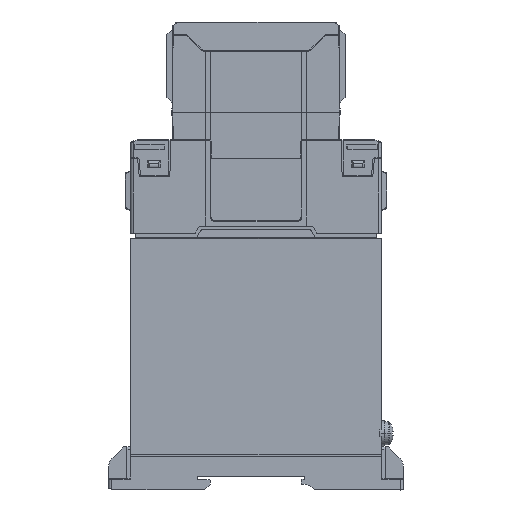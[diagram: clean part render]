
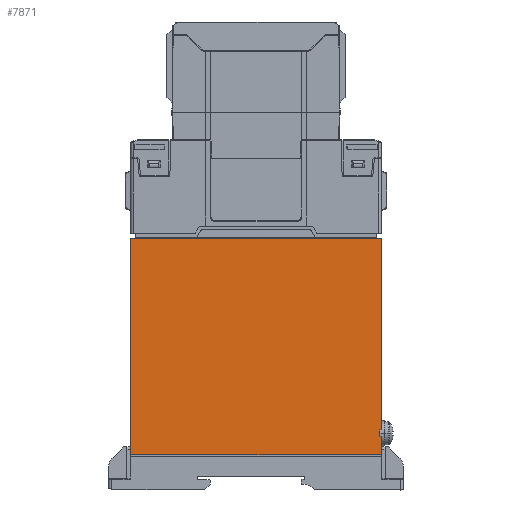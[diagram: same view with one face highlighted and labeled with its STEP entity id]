
A CAD part, left-side view. The second image highlights one B-rep face of the part: STEP entity #7871.
In plain terms, the highlighted planar face has unit normal (-1, 0, 0).
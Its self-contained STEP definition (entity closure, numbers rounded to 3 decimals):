
#7784=CARTESIAN_POINT('',(-8.85,-45.,7.7));
#7785=VERTEX_POINT('',#7784);
#7792=CARTESIAN_POINT('',(-8.85,45.,7.7));
#7793=VERTEX_POINT('',#7792);
#7794=CARTESIAN_POINT('',(-8.85,-45.,7.7));
#7795=DIRECTION('',(0.0,1.0,0.0));
#7796=VECTOR('',#7795,90.);
#7797=LINE('',#7794,#7796);
#7798=EDGE_CURVE('',#7793,#7785,#7797,.F.);
#7809=CARTESIAN_POINT('',(-8.85,-45.,47.6));
#7810=DIRECTION('',(-1.0,0.0,0.0));
#7811=DIRECTION('',(0.0,-1.0,0.0));
#7812=AXIS2_PLACEMENT_3D('',#7809,#7810,#7811);
#7813=PLANE('',#7812);
#7814=ORIENTED_EDGE('',*,*,#7798,.T.);
#7815=CARTESIAN_POINT('',(-8.85,-45.,14.134));
#7816=VERTEX_POINT('',#7815);
#7817=CARTESIAN_POINT('',(-8.85,-45.,14.134));
#7818=DIRECTION('',(0.0,0.0,-1.0));
#7819=VECTOR('',#7818,6.434);
#7820=LINE('',#7817,#7819);
#7821=EDGE_CURVE('',#7816,#7785,#7820,.T.);
#7822=ORIENTED_EDGE('',*,*,#7821,.F.);
#7823=CARTESIAN_POINT('',(-8.85,-44.5,14.134));
#7824=VERTEX_POINT('',#7823);
#7825=CARTESIAN_POINT('',(-8.85,-45.,14.134));
#7826=DIRECTION('',(0.0,1.0,0.0));
#7827=VECTOR('',#7826,0.5);
#7828=LINE('',#7825,#7827);
#7829=EDGE_CURVE('',#7816,#7824,#7828,.T.);
#7830=ORIENTED_EDGE('',*,*,#7829,.T.);
#7831=CARTESIAN_POINT('',(-8.85,-44.5,16.566));
#7832=VERTEX_POINT('',#7831);
#7833=CARTESIAN_POINT('',(-8.85,-44.5,14.134));
#7834=DIRECTION('',(0.0,0.0,1.0));
#7835=VECTOR('',#7834,2.431);
#7836=LINE('',#7833,#7835);
#7837=EDGE_CURVE('',#7824,#7832,#7836,.T.);
#7838=ORIENTED_EDGE('',*,*,#7837,.T.);
#7839=CARTESIAN_POINT('',(-8.85,-45.,16.566));
#7840=VERTEX_POINT('',#7839);
#7841=CARTESIAN_POINT('',(-8.85,-44.5,16.566));
#7842=DIRECTION('',(0.0,-1.0,0.0));
#7843=VECTOR('',#7842,0.5);
#7844=LINE('',#7841,#7843);
#7845=EDGE_CURVE('',#7832,#7840,#7844,.T.);
#7846=ORIENTED_EDGE('',*,*,#7845,.T.);
#7847=CARTESIAN_POINT('',(-8.85,-45.,85.22));
#7848=VERTEX_POINT('',#7847);
#7849=CARTESIAN_POINT('',(-8.85,-45.,85.22));
#7850=DIRECTION('',(0.0,0.0,-1.0));
#7851=VECTOR('',#7850,68.654);
#7852=LINE('',#7849,#7851);
#7853=EDGE_CURVE('',#7848,#7840,#7852,.T.);
#7854=ORIENTED_EDGE('',*,*,#7853,.F.);
#7855=CARTESIAN_POINT('',(-8.85,45.,85.22));
#7856=VERTEX_POINT('',#7855);
#7857=CARTESIAN_POINT('',(-8.85,45.,85.22));
#7858=DIRECTION('',(0.0,-1.0,0.0));
#7859=VECTOR('',#7858,90.0);
#7860=LINE('',#7857,#7859);
#7861=EDGE_CURVE('',#7856,#7848,#7860,.T.);
#7862=ORIENTED_EDGE('',*,*,#7861,.F.);
#7863=CARTESIAN_POINT('',(-8.85,45.,85.22));
#7864=DIRECTION('',(0.0,0.0,-1.0));
#7865=VECTOR('',#7864,77.52);
#7866=LINE('',#7863,#7865);
#7867=EDGE_CURVE('',#7856,#7793,#7866,.T.);
#7868=ORIENTED_EDGE('',*,*,#7867,.T.);
#7869=EDGE_LOOP('',(#7814,#7822,#7830,#7838,#7846,#7854,#7862,#7868));
#7870=FACE_OUTER_BOUND('',#7869,.T.);
#7871=ADVANCED_FACE('',(#7870),#7813,.T.);
